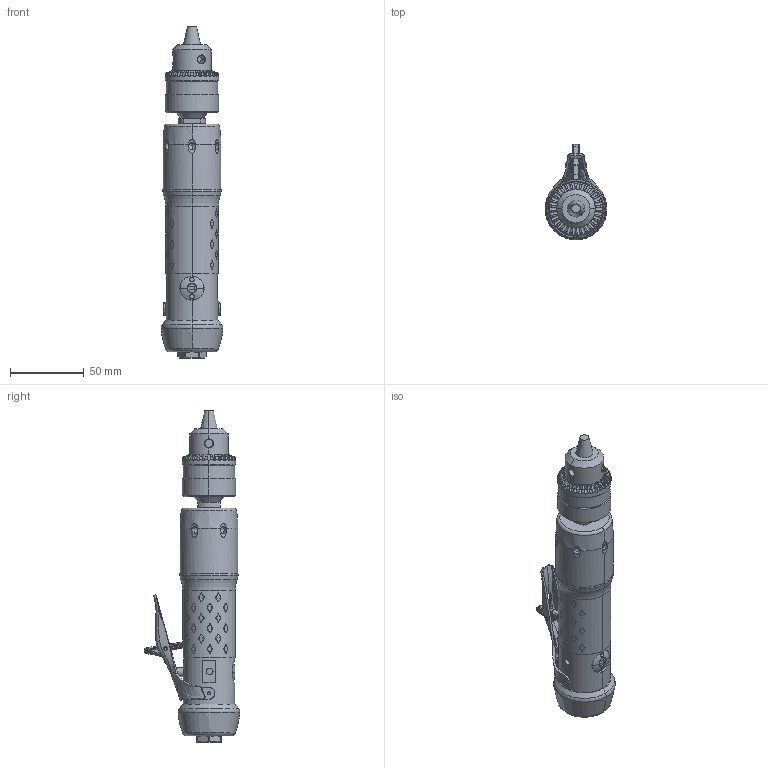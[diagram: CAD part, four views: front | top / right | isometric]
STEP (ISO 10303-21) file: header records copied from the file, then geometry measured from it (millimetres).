
FILE_DESCRIPTION((''),'2;1');
FILE_NAME('EXT_COMP_SW0011','2023-03-31T13:07:21',('INEdipo'),(''),'CREO PARAMETRIC BY PTC INC, 2020281','CREO PARAMETRIC BY PTC INC, 2020281','');
FILE_SCHEMA(('CONFIG_CONTROL_DESIGN'));
Products named in the file (1): EXT_COMP_SW0011
Bounding box: 41.97 x 65.01 x 225.2 mm (x, y, z)
Volume: 201767.3 mm3; surface area: 49574.7 mm2
Topology: 1 solids, 1 shells, 1218 faces, 3230 edges, 2046 vertices
Faces by surface type: plane 345, cone 295, cylinder 263, bspline 158, torus 120, extrusion 24, revolution 9, sphere 4
Entity records: 211981 total; most frequent: CARTESIAN_POINT 184880, ORIENTED_EDGE 6418, DIRECTION 4411, EDGE_CURVE 3209, VERTEX_POINT 2046, AXIS2_PLACEMENT_3D 1708, B_SPLINE_CURVE_WITH_KNOTS 1599, EDGE_LOOP 1301
